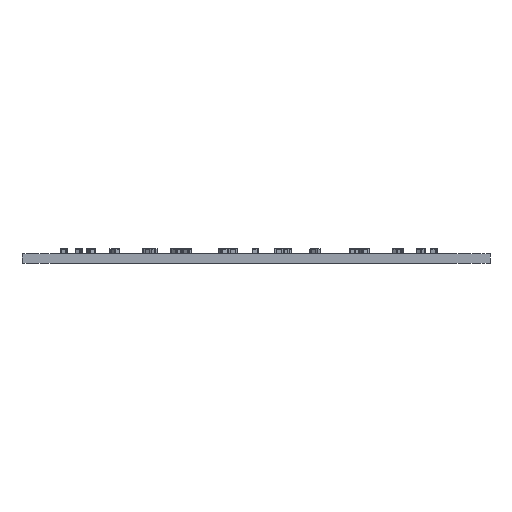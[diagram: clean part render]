
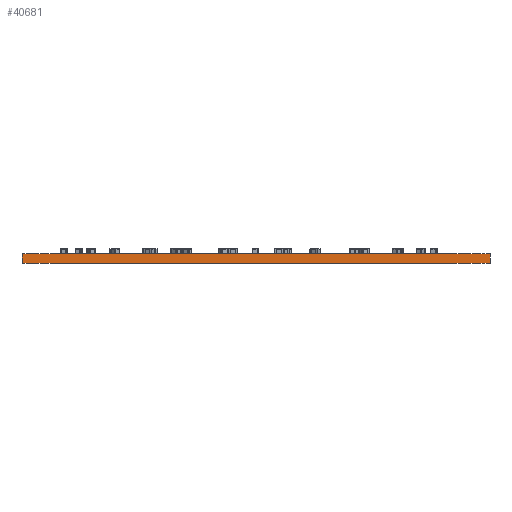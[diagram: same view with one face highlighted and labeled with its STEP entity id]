
A CAD part, front view. The second image highlights one B-rep face of the part: STEP entity #40681.
In plain terms, the highlighted planar face has unit normal (0, -1, 0).
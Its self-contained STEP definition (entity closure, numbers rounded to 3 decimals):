
#7446 = PLANE('',#7447);
#7447 = AXIS2_PLACEMENT_3D('',#7448,#7449,#7450);
#7448 = CARTESIAN_POINT('',(39.5,39.5,0.));
#7449 = DIRECTION('',(-0.,-0.,-1.));
#7450 = DIRECTION('',(-1.,0.,0.));
#7742 = PLANE('',#7743);
#7743 = AXIS2_PLACEMENT_3D('',#7744,#7745,#7746);
#7744 = CARTESIAN_POINT('',(39.5,39.5,1.6));
#7745 = DIRECTION('',(-0.,-0.,-1.));
#7746 = DIRECTION('',(-1.,0.,0.));
#7868 = EDGE_CURVE('',#7869,#7871,#7873,.T.);
#7869 = VERTEX_POINT('',#7870);
#7870 = CARTESIAN_POINT('',(79.,-0.,0.));
#7871 = VERTEX_POINT('',#7872);
#7872 = CARTESIAN_POINT('',(0.,-0.,0.));
#7873 = SURFACE_CURVE('',#7874,(#7878,#7885),.PCURVE_S1.);
#7874 = LINE('',#7875,#7876);
#7875 = CARTESIAN_POINT('',(79.,-0.,0.));
#7876 = VECTOR('',#7877,1.);
#7877 = DIRECTION('',(-1.,0.,0.));
#7878 = PCURVE('',#7446,#7879);
#7879 = DEFINITIONAL_REPRESENTATION('',(#7880),#7884);
#7880 = LINE('',#7881,#7882);
#7881 = CARTESIAN_POINT('',(-39.5,-39.5));
#7882 = VECTOR('',#7883,1.);
#7883 = DIRECTION('',(1.,0.));
#7884 = ( GEOMETRIC_REPRESENTATION_CONTEXT(2) 
PARAMETRIC_REPRESENTATION_CONTEXT() REPRESENTATION_CONTEXT('2D SPACE',''
  ) );
#7885 = PCURVE('',#7886,#7891);
#7886 = PLANE('',#7887);
#7887 = AXIS2_PLACEMENT_3D('',#7888,#7889,#7890);
#7888 = CARTESIAN_POINT('',(79.,0.,0.));
#7889 = DIRECTION('',(0.,-1.,0.));
#7890 = DIRECTION('',(-1.,0.,0.));
#7891 = DEFINITIONAL_REPRESENTATION('',(#7892),#7896);
#7892 = LINE('',#7893,#7894);
#7893 = CARTESIAN_POINT('',(0.,0.));
#7894 = VECTOR('',#7895,1.);
#7895 = DIRECTION('',(1.,0.));
#7896 = ( GEOMETRIC_REPRESENTATION_CONTEXT(2) 
PARAMETRIC_REPRESENTATION_CONTEXT() REPRESENTATION_CONTEXT('2D SPACE',''
  ) );
#7914 = PLANE('',#7915);
#7915 = AXIS2_PLACEMENT_3D('',#7916,#7917,#7918);
#7916 = CARTESIAN_POINT('',(0.,0.,0.));
#7917 = DIRECTION('',(-1.,0.,0.));
#7918 = DIRECTION('',(0.,1.,0.));
#8156 = PLANE('',#8157);
#8157 = AXIS2_PLACEMENT_3D('',#8158,#8159,#8160);
#8158 = CARTESIAN_POINT('',(79.,79.,0.));
#8159 = DIRECTION('',(1.,0.,-0.));
#8160 = DIRECTION('',(0.,-1.,0.));
#25404 = EDGE_CURVE('',#25405,#25407,#25409,.T.);
#25405 = VERTEX_POINT('',#25406);
#25406 = CARTESIAN_POINT('',(79.,0.,1.6));
#25407 = VERTEX_POINT('',#25408);
#25408 = CARTESIAN_POINT('',(0.,0.,1.6));
#25409 = SURFACE_CURVE('',#25410,(#25414,#25421),.PCURVE_S1.);
#25410 = LINE('',#25411,#25412);
#25411 = CARTESIAN_POINT('',(79.,0.,1.6));
#25412 = VECTOR('',#25413,1.);
#25413 = DIRECTION('',(-1.,0.,0.));
#25414 = PCURVE('',#7742,#25415);
#25415 = DEFINITIONAL_REPRESENTATION('',(#25416),#25420);
#25416 = LINE('',#25417,#25418);
#25417 = CARTESIAN_POINT('',(-39.5,-39.5));
#25418 = VECTOR('',#25419,1.);
#25419 = DIRECTION('',(1.,0.));
#25420 = ( GEOMETRIC_REPRESENTATION_CONTEXT(2) 
PARAMETRIC_REPRESENTATION_CONTEXT() REPRESENTATION_CONTEXT('2D SPACE',''
  ) );
#25421 = PCURVE('',#7886,#25422);
#25422 = DEFINITIONAL_REPRESENTATION('',(#25423),#25427);
#25423 = LINE('',#25424,#25425);
#25424 = CARTESIAN_POINT('',(0.,-1.6));
#25425 = VECTOR('',#25426,1.);
#25426 = DIRECTION('',(1.,0.));
#25427 = ( GEOMETRIC_REPRESENTATION_CONTEXT(2) 
PARAMETRIC_REPRESENTATION_CONTEXT() REPRESENTATION_CONTEXT('2D SPACE',''
  ) );
#40681 = ADVANCED_FACE('',(#40682),#7886,.T.);
#40682 = FACE_BOUND('',#40683,.T.);
#40683 = EDGE_LOOP('',(#40684,#40705,#40706,#40727));
#40684 = ORIENTED_EDGE('',*,*,#40685,.T.);
#40685 = EDGE_CURVE('',#7869,#25405,#40686,.T.);
#40686 = SURFACE_CURVE('',#40687,(#40691,#40698),.PCURVE_S1.);
#40687 = LINE('',#40688,#40689);
#40688 = CARTESIAN_POINT('',(79.,-0.,0.));
#40689 = VECTOR('',#40690,1.);
#40690 = DIRECTION('',(0.,0.,1.));
#40691 = PCURVE('',#7886,#40692);
#40692 = DEFINITIONAL_REPRESENTATION('',(#40693),#40697);
#40693 = LINE('',#40694,#40695);
#40694 = CARTESIAN_POINT('',(0.,0.));
#40695 = VECTOR('',#40696,1.);
#40696 = DIRECTION('',(0.,-1.));
#40697 = ( GEOMETRIC_REPRESENTATION_CONTEXT(2) 
PARAMETRIC_REPRESENTATION_CONTEXT() REPRESENTATION_CONTEXT('2D SPACE',''
  ) );
#40698 = PCURVE('',#8156,#40699);
#40699 = DEFINITIONAL_REPRESENTATION('',(#40700),#40704);
#40700 = LINE('',#40701,#40702);
#40701 = CARTESIAN_POINT('',(79.,0.));
#40702 = VECTOR('',#40703,1.);
#40703 = DIRECTION('',(0.,-1.));
#40704 = ( GEOMETRIC_REPRESENTATION_CONTEXT(2) 
PARAMETRIC_REPRESENTATION_CONTEXT() REPRESENTATION_CONTEXT('2D SPACE',''
  ) );
#40705 = ORIENTED_EDGE('',*,*,#25404,.T.);
#40706 = ORIENTED_EDGE('',*,*,#40707,.F.);
#40707 = EDGE_CURVE('',#7871,#25407,#40708,.T.);
#40708 = SURFACE_CURVE('',#40709,(#40713,#40720),.PCURVE_S1.);
#40709 = LINE('',#40710,#40711);
#40710 = CARTESIAN_POINT('',(0.,-0.,0.));
#40711 = VECTOR('',#40712,1.);
#40712 = DIRECTION('',(0.,0.,1.));
#40713 = PCURVE('',#7886,#40714);
#40714 = DEFINITIONAL_REPRESENTATION('',(#40715),#40719);
#40715 = LINE('',#40716,#40717);
#40716 = CARTESIAN_POINT('',(79.,0.));
#40717 = VECTOR('',#40718,1.);
#40718 = DIRECTION('',(0.,-1.));
#40719 = ( GEOMETRIC_REPRESENTATION_CONTEXT(2) 
PARAMETRIC_REPRESENTATION_CONTEXT() REPRESENTATION_CONTEXT('2D SPACE',''
  ) );
#40720 = PCURVE('',#7914,#40721);
#40721 = DEFINITIONAL_REPRESENTATION('',(#40722),#40726);
#40722 = LINE('',#40723,#40724);
#40723 = CARTESIAN_POINT('',(0.,0.));
#40724 = VECTOR('',#40725,1.);
#40725 = DIRECTION('',(0.,-1.));
#40726 = ( GEOMETRIC_REPRESENTATION_CONTEXT(2) 
PARAMETRIC_REPRESENTATION_CONTEXT() REPRESENTATION_CONTEXT('2D SPACE',''
  ) );
#40727 = ORIENTED_EDGE('',*,*,#7868,.F.);
